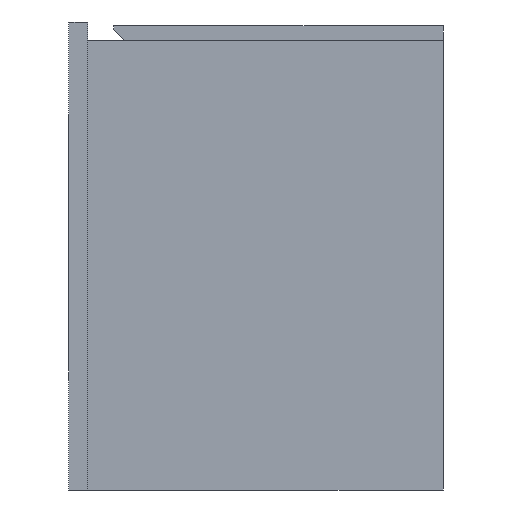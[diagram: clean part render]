
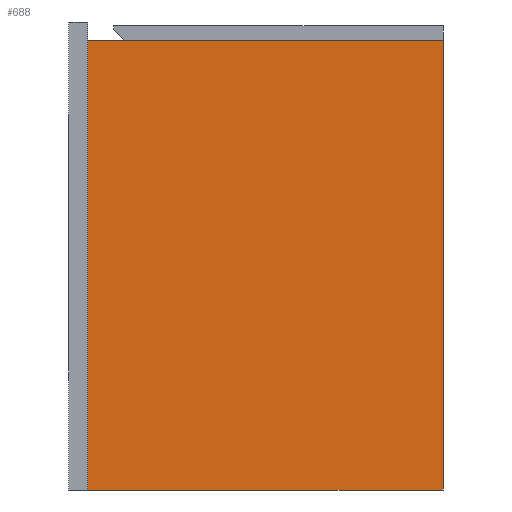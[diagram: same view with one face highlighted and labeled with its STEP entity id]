
A CAD part, left-side view. The second image highlights one B-rep face of the part: STEP entity #688.
In plain terms, the highlighted planar face has unit normal (-1, 0, 0).
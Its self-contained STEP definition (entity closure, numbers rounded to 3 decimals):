
#109 = ORIENTED_EDGE ( 'NONE', *, *, #419, .F. ) ;
#116 = DIRECTION ( 'NONE',  ( 0., 0., -1. ) ) ;
#293 = LINE ( 'NONE', #1954, #3819 ) ;
#419 = EDGE_CURVE ( 'NONE', #2407, #659, #453, .T. ) ;
#453 = LINE ( 'NONE', #803, #781 ) ;
#659 = VERTEX_POINT ( 'NONE', #2654 ) ;
#688 = ADVANCED_FACE ( 'NONE', ( #2153 ), #1718, .T. ) ;
#781 = VECTOR ( 'NONE', #2304, 1000. ) ;
#803 = CARTESIAN_POINT ( 'NONE',  ( -369., -190., 480. ) ) ;
#851 = DIRECTION ( 'NONE',  ( -1., 0., 0. ) ) ;
#956 = ORIENTED_EDGE ( 'NONE', *, *, #2090, .T. ) ;
#1209 = CARTESIAN_POINT ( 'NONE',  ( -369., 190., 480. ) ) ;
#1273 = VERTEX_POINT ( 'NONE', #3667 ) ;
#1434 = DIRECTION ( 'NONE',  ( 0., -1., 0. ) ) ;
#1676 = DIRECTION ( 'NONE',  ( 0., 1., 0. ) ) ;
#1702 = EDGE_CURVE ( 'NONE', #659, #2759, #293, .T. ) ;
#1718 = PLANE ( 'NONE',  #2753 ) ;
#1770 = CARTESIAN_POINT ( 'NONE',  ( -369., -190., 480. ) ) ;
#1872 = DIRECTION ( 'NONE',  ( 0., 1., 0. ) ) ;
#1909 = CARTESIAN_POINT ( 'NONE',  ( -369., 190., 480. ) ) ;
#1954 = CARTESIAN_POINT ( 'NONE',  ( -369., 190., 0. ) ) ;
#1990 = VECTOR ( 'NONE', #116, 1000. ) ;
#2090 = EDGE_CURVE ( 'NONE', #1273, #2759, #2921, .T. ) ;
#2153 = FACE_OUTER_BOUND ( 'NONE', #2625, .T. ) ;
#2237 = ORIENTED_EDGE ( 'NONE', *, *, #3328, .T. ) ;
#2304 = DIRECTION ( 'NONE',  ( 0., 0., -1. ) ) ;
#2407 = VERTEX_POINT ( 'NONE', #1770 ) ;
#2521 = ORIENTED_EDGE ( 'NONE', *, *, #1702, .F. ) ;
#2624 = CARTESIAN_POINT ( 'NONE',  ( -369., 190., 480. ) ) ;
#2625 = EDGE_LOOP ( 'NONE', ( #2521, #109, #2237, #956 ) ) ;
#2654 = CARTESIAN_POINT ( 'NONE',  ( -369., -190., 0. ) ) ;
#2744 = CARTESIAN_POINT ( 'NONE',  ( -369., 190., 0. ) ) ;
#2753 = AXIS2_PLACEMENT_3D ( 'NONE', #2624, #851, #1434 ) ;
#2759 = VERTEX_POINT ( 'NONE', #2744 ) ;
#2921 = LINE ( 'NONE', #1909, #1990 ) ;
#2957 = VECTOR ( 'NONE', #1872, 1000. ) ;
#3328 = EDGE_CURVE ( 'NONE', #2407, #1273, #3717, .T. ) ;
#3667 = CARTESIAN_POINT ( 'NONE',  ( -369., 190., 480. ) ) ;
#3717 = LINE ( 'NONE', #1209, #2957 ) ;
#3819 = VECTOR ( 'NONE', #1676, 1000. ) ;
